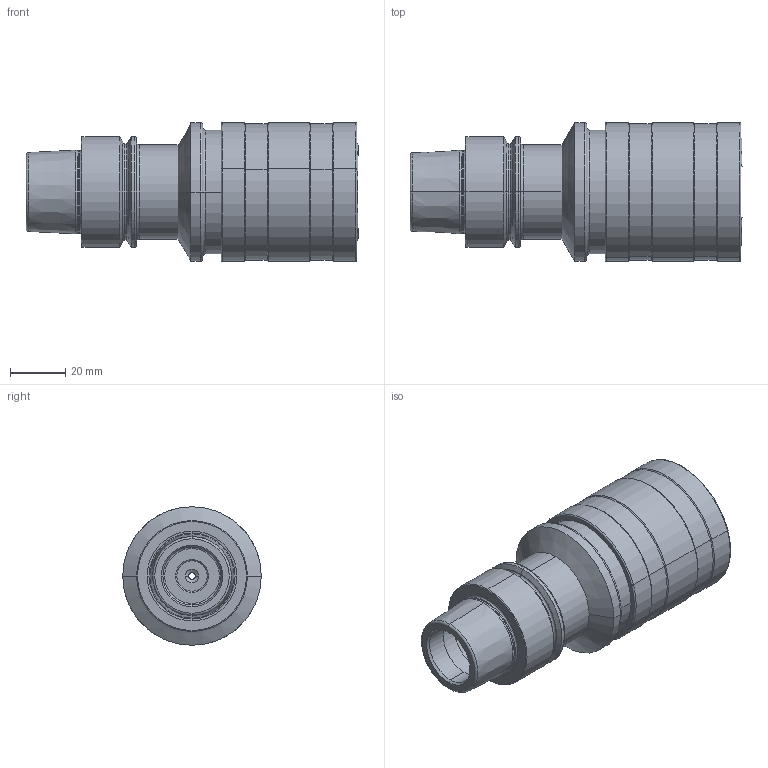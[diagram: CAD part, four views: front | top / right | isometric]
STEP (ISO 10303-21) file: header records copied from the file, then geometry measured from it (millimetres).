
FILE_DESCRIPTION (( 'STEP AP214' ), '1' );
FILE_NAME ('HE4.Go2.K01.100.STEP', '2023-09-08T12:19:09', ( '' ), ( '' ), 'SwSTEP 2.0', 'SolidWorks 2017', '' );
FILE_SCHEMA (( 'AUTOMOTIVE_DESIGN' ));
Length unit declared in the file: millimetre
Products named in the file (10): Go2-ER3.031.002_gespannt; Go2-ER2.044.033_vorgespannt; Go2-ER3.040.002_gespannt; Go2-ER2.010.023_gespannt; U00-Go2.K01.000_f〉 Baugruppe; Go2-ER4.001.007; HE4-Go2.K01.100_A_Fertigbearbeitung; HE4.Go2.K01.100; Go2-ER1.050.049_A; Go2-ER1.031.012_A
Assembly tree (11 placements, depth 3):
  HE4.Go2.K01.100
    HE4-Go2.K01.100_A_Fertigbearbeitung
    U00-Go2.K01.000_f〉 Baugruppe
      Go2-ER1.031.012_A
      Go2-ER2.044.033_vorgespannt
      Go2-ER2.010.023_gespannt
      Go2-ER3.040.002_gespannt
      Go2-ER3.031.002_gespannt
      Go2-ER1.050.049_A
      Go2-ER4.001.007  x3
Bounding box: 119.9 x 50 x 50 mm (x, y, z)
Volume: 121583.3 mm3; surface area: 49851.6 mm2
Topology: 10 solids, 10 shells, 301 faces, 688 edges, 406 vertices
Faces by surface type: cylinder 99, torus 78, cone 58, plane 51, bspline 9, sphere 6
Entity records: 14017 total; most frequent: CARTESIAN_POINT 6512, DIRECTION 1529, ORIENTED_EDGE 1322, AXIS2_PLACEMENT_3D 673, EDGE_CURVE 661, VERTEX_POINT 389, CIRCLE 370, EDGE_LOOP 324
